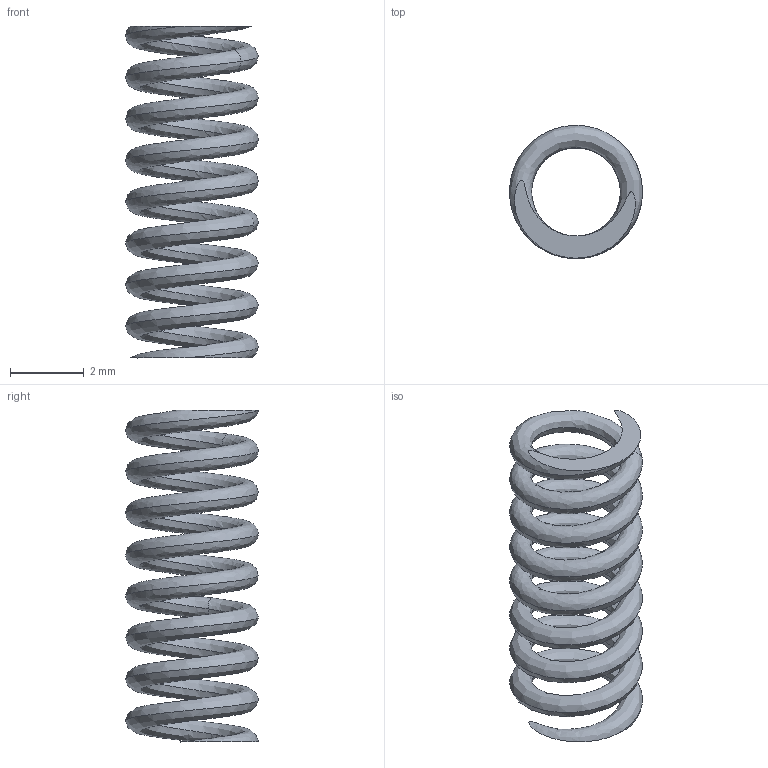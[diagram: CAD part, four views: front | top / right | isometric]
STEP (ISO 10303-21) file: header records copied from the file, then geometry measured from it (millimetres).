
FILE_DESCRIPTION(/* description */ (''),/* implementation_level */ '2;1');
FILE_NAME(/* name */ 'ASS3.stp',/* time_stamp */ '2022-02-03T10:31:07+09:00',/* author */ (''),/* organization */ (''),/* preprocessor_version */ 'ST-DEVELOPER v16',/* originating_system */ 'SIEMENS PLM Software NX 10.0',/* authorisation */ '');
FILE_SCHEMA (('AUTOMOTIVE_DESIGN { 1 0 10303 214 3 1 1 1 }'));
Length unit declared in the file: millimetre
Products named in the file (1): ASS3
Bounding box: 3.6 x 3.6 x 9 mm (x, y, z)
Volume: 21.5 mm3; surface area: 147.5 mm2
Topology: 1 solids, 1 shells, 8 faces, 14 edges, 9 vertices
Faces by surface type: bspline 6, plane 2
Entity records: 3781 total; most frequent: CARTESIAN_POINT 3623, ORIENTED_EDGE 28, EDGE_CURVE 14, B_SPLINE_CURVE_WITH_KNOTS 14, DIRECTION 10, ADVANCED_FACE 8, FACE_OUTER_BOUND 8, EDGE_LOOP 8
